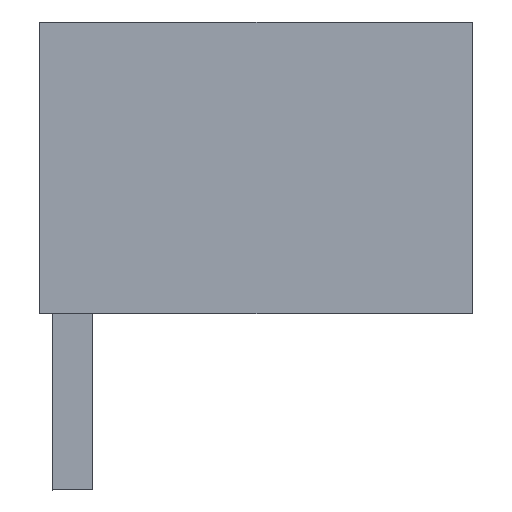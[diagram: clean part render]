
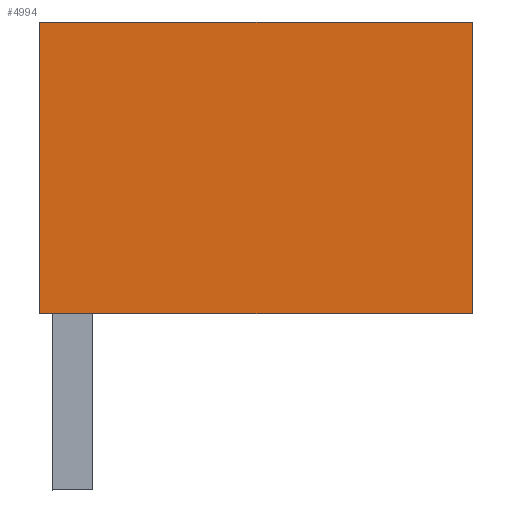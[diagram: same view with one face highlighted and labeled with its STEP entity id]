
A CAD part, left-side view. The second image highlights one B-rep face of the part: STEP entity #4994.
In plain terms, the highlighted planar face has unit normal (-1, 0, 0).
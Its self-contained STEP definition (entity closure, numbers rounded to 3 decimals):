
#4981=AXIS2_PLACEMENT_3D('Plane Axis2P3D',#4978,#4979,#4980) ;
#1760=CARTESIAN_POINT('Vertex',(0.,11.05,4.5)) ;
#1763=CARTESIAN_POINT('Line Origine',(0.,11.05,8.225)) ;
#1767=CARTESIAN_POINT('Vertex',(0.,11.05,11.95)) ;
#2079=CARTESIAN_POINT('Line Origine',(0.,5.525,4.5)) ;
#2083=CARTESIAN_POINT('Vertex',(0.,0.,4.5)) ;
#4206=CARTESIAN_POINT('Line Origine',(0.,5.525,11.95)) ;
#4210=CARTESIAN_POINT('Vertex',(0.,0.,11.95)) ;
#4978=CARTESIAN_POINT('Axis2P3D Location',(0.,-2.377,1.3)) ;
#4983=CARTESIAN_POINT('Line Origine',(0.,0.,8.225)) ;
#1764=DIRECTION('Vector Direction',(0.,0.,-1.)) ;
#2080=DIRECTION('Vector Direction',(0.,1.,0.)) ;
#4207=DIRECTION('Vector Direction',(0.,-1.,0.)) ;
#4979=DIRECTION('Axis2P3D Direction',(1.,-0.,0.)) ;
#4980=DIRECTION('Axis2P3D XDirection',(0.,1.,0.)) ;
#4984=DIRECTION('Vector Direction',(0.,0.,1.)) ;
#1765=VECTOR('Line Direction',#1764,1.) ;
#2081=VECTOR('Line Direction',#2080,1.) ;
#4208=VECTOR('Line Direction',#4207,1.) ;
#4985=VECTOR('Line Direction',#4984,1.) ;
#4989=ORIENTED_EDGE('',*,*,#4212,.F.) ;
#4990=ORIENTED_EDGE('',*,*,#1769,.T.) ;
#4991=ORIENTED_EDGE('',*,*,#2085,.F.) ;
#4992=ORIENTED_EDGE('',*,*,#4987,.T.) ;
#4994=ADVANCED_FACE('HOUSING',(#4993),#4982,.F.) ;
#1769=EDGE_CURVE('',#1768,#1761,#1766,.T.) ;
#2085=EDGE_CURVE('',#2084,#1761,#2082,.T.) ;
#4212=EDGE_CURVE('',#1768,#4211,#4209,.T.) ;
#4987=EDGE_CURVE('',#2084,#4211,#4986,.T.) ;
#4988=EDGE_LOOP('',(#4989,#4990,#4991,#4992)) ;
#4993=FACE_OUTER_BOUND('',#4988,.T.) ;
#1766=LINE('Line',#1763,#1765) ;
#2082=LINE('Line',#2079,#2081) ;
#4209=LINE('Line',#4206,#4208) ;
#4986=LINE('Line',#4983,#4985) ;
#4982=PLANE('',#4981) ;
#1761=VERTEX_POINT('',#1760) ;
#1768=VERTEX_POINT('',#1767) ;
#2084=VERTEX_POINT('',#2083) ;
#4211=VERTEX_POINT('',#4210) ;
